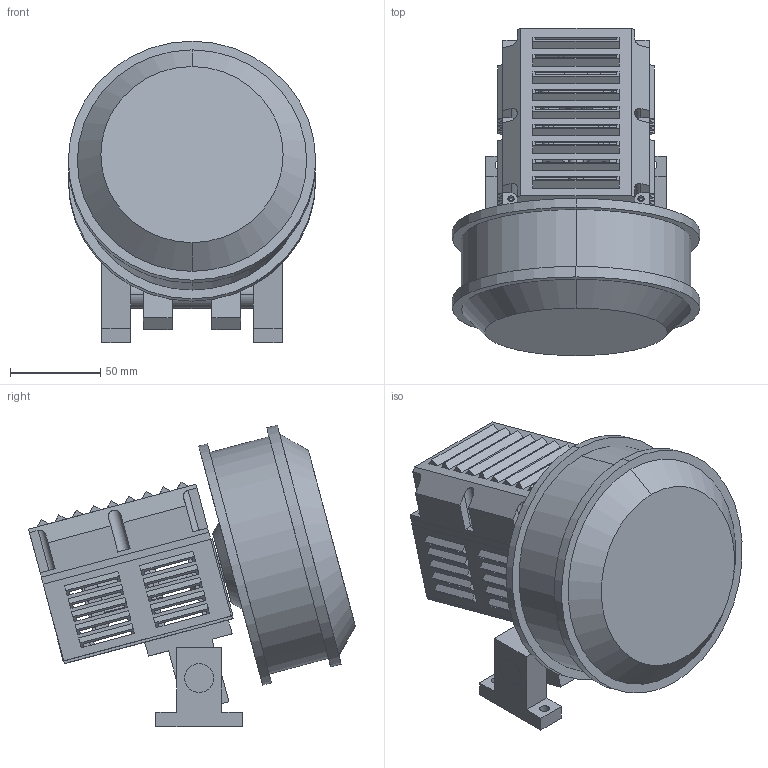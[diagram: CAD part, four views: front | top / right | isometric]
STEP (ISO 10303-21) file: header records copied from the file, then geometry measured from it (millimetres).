
FILE_DESCRIPTION (( 'STEP AP214' ), '1' );
FILE_NAME ('Assem1.STEP', '2024-01-11T10:34:19', ( '' ), ( '' ), 'SwSTEP 2.0', 'SolidWorks 2018', '' );
FILE_SCHEMA (( 'AUTOMOTIVE_DESIGN' ));
Length unit declared in the file: millimetre
Products named in the file (14): encoder_holder_bracket; encoder_holder_magnetic; side_body; encoder_M6701; back_cover; encoder_holder_centering; Part4^Assem1; breakout_board; SK16; shaft; HOVERBOARD_MOTOR___ _________; Assem1; top_cover; motor_mount
Assembly tree (19 placements, depth 2):
  Assem1
    SK16  x6
    HOVERBOARD_MOTOR___ _________
    breakout_board
    encoder_M6701
    encoder_holder_centering
    encoder_holder_magnetic
    encoder_holder_bracket
    Part4^Assem1
    side_body  x2
    motor_mount
    top_cover
    back_cover
    shaft
Bounding box: 137 x 181.11 x 167.06 mm (x, y, z)
Volume: 957419.6 mm3; surface area: 204219.2 mm2
Topology: 19 solids, 19 shells, 1056 faces, 2834 edges, 1810 vertices
Faces by surface type: plane 634, cylinder 370, cone 52
Entity records: 26196 total; most frequent: CARTESIAN_POINT 4622, DIRECTION 4260, ORIENTED_EDGE 4204, EDGE_CURVE 2102, LINE 1452, VECTOR 1452, AXIS2_PLACEMENT_3D 1404, VERTEX_POINT 1370
